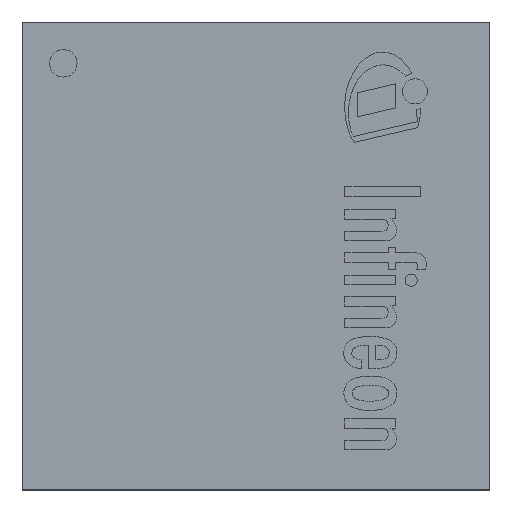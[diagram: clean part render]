
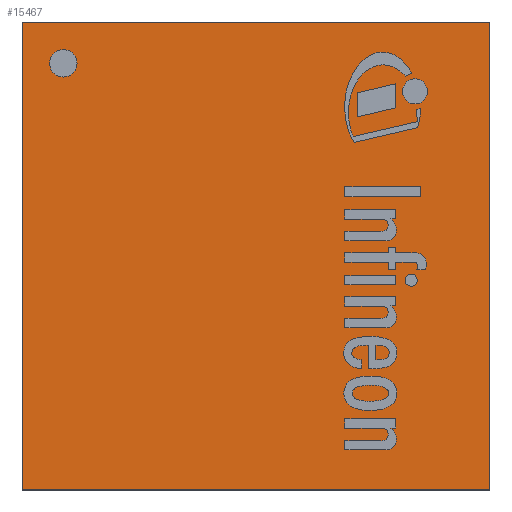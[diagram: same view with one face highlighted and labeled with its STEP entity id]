
A CAD part, top view. The second image highlights one B-rep face of the part: STEP entity #15467.
In plain terms, the highlighted planar face has unit normal (0, 0, 1).
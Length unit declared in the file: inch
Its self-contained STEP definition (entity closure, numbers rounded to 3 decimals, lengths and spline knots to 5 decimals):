
#23=FACE_BOUND('',#4963,.T.);
#2129=CIRCLE('',#18288,0.5);
#3851=FACE_OUTER_BOUND('',#4962,.T.);
#4962=EDGE_LOOP('',(#13942,#13943,#13944,#13945));
#4963=EDGE_LOOP('',(#13946));
#5603=LINE('',#28656,#6247);
#5606=LINE('',#28661,#6250);
#5607=LINE('',#28667,#6251);
#5608=LINE('',#28668,#6252);
#6247=VECTOR('',#23936,1.);
#6250=VECTOR('',#23941,1.);
#6251=VECTOR('',#23948,1.);
#6252=VECTOR('',#23949,1.);
#7809=VERTEX_POINT('',#28653);
#7810=VERTEX_POINT('',#28655);
#7811=VERTEX_POINT('',#28659);
#7813=VERTEX_POINT('',#28666);
#7814=VERTEX_POINT('',#28669);
#9853=EDGE_CURVE('',#7809,#7810,#5603,.T.);
#9856=EDGE_CURVE('',#7811,#7809,#5606,.T.);
#9858=EDGE_CURVE('',#7813,#7811,#5607,.T.);
#9859=EDGE_CURVE('',#7810,#7813,#5608,.T.);
#9860=EDGE_CURVE('',#7814,#7814,#2129,.T.);
#13942=ORIENTED_EDGE('',*,*,#9856,.F.);
#13943=ORIENTED_EDGE('',*,*,#9858,.F.);
#13944=ORIENTED_EDGE('',*,*,#9859,.F.);
#13945=ORIENTED_EDGE('',*,*,#9853,.F.);
#13946=ORIENTED_EDGE('',*,*,#9860,.F.);
#14361=PLANE('',#18287);
#15467=ADVANCED_FACE('',(#3851,#23),#14361,.T.);
#18287=AXIS2_PLACEMENT_3D('',#28665,#23946,#23947);
#18288=AXIS2_PLACEMENT_3D('',#28670,#23950,#23951);
#23936=DIRECTION('',(-1.,0.,0.));
#23941=DIRECTION('',(0.,-1.,0.));
#23946=DIRECTION('center_axis',(0.,0.,1.));
#23947=DIRECTION('ref_axis',(0.,-1.,0.));
#23948=DIRECTION('',(1.,0.,0.));
#23949=DIRECTION('',(0.,1.,0.));
#23950=DIRECTION('center_axis',(0.,0.,1.));
#23951=DIRECTION('ref_axis',(0.,-1.,0.));
#28653=CARTESIAN_POINT('',(8.5,-8.5,1.7));
#28655=CARTESIAN_POINT('',(-8.5,-8.5,1.7));
#28656=CARTESIAN_POINT('',(-8.5,-8.5,1.7));
#28659=CARTESIAN_POINT('',(8.5,8.5,1.7));
#28661=CARTESIAN_POINT('',(8.5,-8.5,1.7));
#28665=CARTESIAN_POINT('Origin',(0.,0.,1.7));
#28666=CARTESIAN_POINT('',(-8.5,8.5,1.7));
#28667=CARTESIAN_POINT('',(8.5,8.5,1.7));
#28668=CARTESIAN_POINT('',(-8.5,8.5,1.7));
#28669=CARTESIAN_POINT('',(-7.,7.5,1.7));
#28670=CARTESIAN_POINT('Origin',(-7.,7.,1.7));
